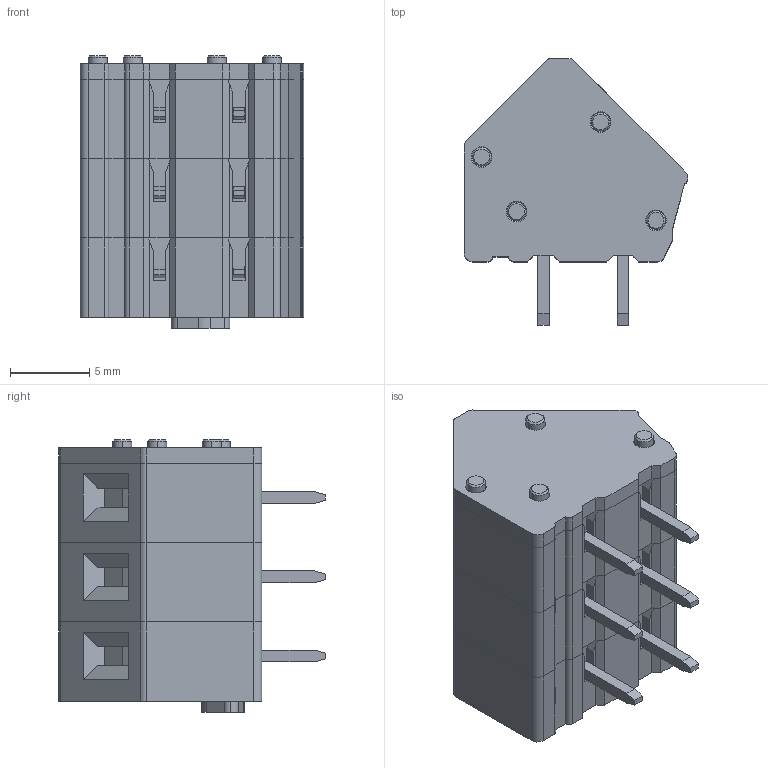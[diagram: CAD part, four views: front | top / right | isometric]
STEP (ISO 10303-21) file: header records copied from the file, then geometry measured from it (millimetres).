
FILE_DESCRIPTION (( 'STEP AP203' ), '1' );
FILE_NAME ('CUI_DEVICES_TBL007A-500-03BE.step', '2019-11-17T16:45:37', ( '' ), ( '' ), 'SwSTEP 2.0', 'SolidWorks 2019', '' );
FILE_SCHEMA (( 'CONFIG_CONTROL_DESIGN' ));
Length unit declared in the file: millimetre
Products named in the file (1): CUI_DEVICES_TBL007A-500-03BE
Bounding box: 14.1 x 16.8 x 17.2 mm (x, y, z)
Volume: 1832.3 mm3; surface area: 2432.1 mm2
Topology: 4 solids, 4 shells, 561 faces, 1538 edges, 1019 vertices
Faces by surface type: plane 299, cylinder 187, cone 75
Entity records: 17950 total; most frequent: DIRECTION 3164, CARTESIAN_POINT 3128, ORIENTED_EDGE 3070, EDGE_CURVE 1535, AXIS2_PLACEMENT_3D 1070, LINE 1024, VECTOR 1024, VERTEX_POINT 1019
